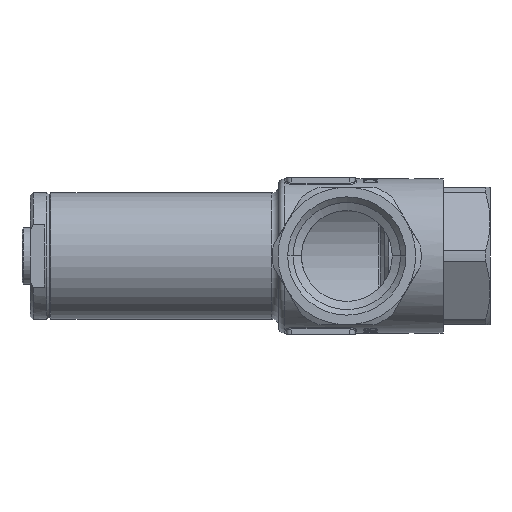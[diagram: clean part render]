
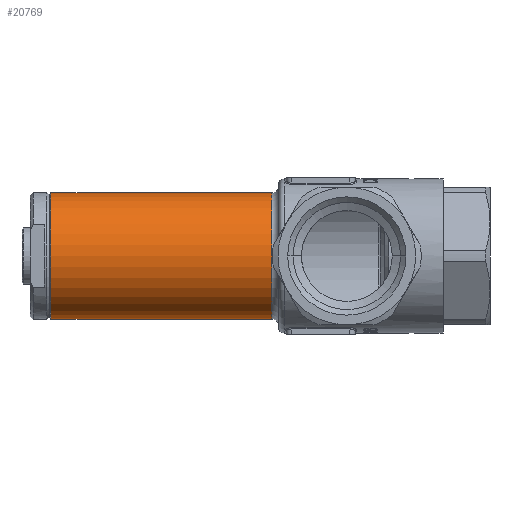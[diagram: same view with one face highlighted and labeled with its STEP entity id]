
A CAD part, left-side view. The second image highlights one B-rep face of the part: STEP entity #20769.
In plain terms, the highlighted cylindrical face has radius 22.9 mm (diameter 45.8 mm), a partial arc.
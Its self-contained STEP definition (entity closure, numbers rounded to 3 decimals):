
#2220 = ORIENTED_EDGE ( 'NONE', *, *, #21127, .T. ) ;
#2479 = ORIENTED_EDGE ( 'NONE', *, *, #19829, .F. ) ;
#2484 = ORIENTED_EDGE ( 'NONE', *, *, #19326, .T. ) ;
#2648 = ORIENTED_EDGE ( 'NONE', *, *, #19329, .T. ) ;
#3933 = CARTESIAN_POINT ( 'NONE',  ( 0., 168.051, 22.9 ) ) ;
#3959 = CARTESIAN_POINT ( 'NONE',  ( 0., 168.051, -22.9 ) ) ;
#3989 = CARTESIAN_POINT ( 'NONE',  ( 0., 87.842, 22.9 ) ) ;
#7315 = LINE ( 'NONE', #7316, #25965 ) ;
#7316 = CARTESIAN_POINT ( 'NONE',  ( 0., 168.551, 22.9 ) ) ;
#7317 = DIRECTION ( 'NONE',  ( 0., -1., 0. ) ) ;
#8259 = AXIS2_PLACEMENT_3D ( 'NONE', #10009, #10035, #10036 ) ;
#9092 = EDGE_LOOP ( 'NONE', ( #2479, #2648, #2484, #2220 ) ) ;
#10009 = CARTESIAN_POINT ( 'NONE',  ( 0., 168.551, 0. ) ) ;
#10024 = CYLINDRICAL_SURFACE ( 'NONE', #8259, 22.9 ) ;
#10025 = FACE_OUTER_BOUND ( 'NONE', #9092, .T. ) ;
#10035 = DIRECTION ( 'NONE',  ( 0., -1., 0. ) ) ;
#10036 = DIRECTION ( 'NONE',  ( 0., 0., -1. ) ) ;
#16037 = VERTEX_POINT ( 'NONE', #3933 ) ;
#16082 = VERTEX_POINT ( 'NONE', #3959 ) ;
#16163 = VERTEX_POINT ( 'NONE', #3989 ) ;
#18025 = CIRCLE ( 'NONE', #18028, 22.9 ) ;
#18028 = AXIS2_PLACEMENT_3D ( 'NONE', #22778, #22779, #22781 ) ;
#19326 = EDGE_CURVE ( 'NONE', #16082, #25049, #27450, .T. ) ;
#19329 = EDGE_CURVE ( 'NONE', #16037, #16082, #21460, .T. ) ;
#19829 = EDGE_CURVE ( 'NONE', #16037, #16163, #7315, .T. ) ;
#20769 = ADVANCED_FACE ( 'NONE', ( #10025 ), #10024, .T. ) ;
#21127 = EDGE_CURVE ( 'NONE', #25049, #16163, #18025, .T. ) ;
#21458 = AXIS2_PLACEMENT_3D ( 'NONE', #27475, #27476, #27477 ) ;
#21460 = CIRCLE ( 'NONE', #21458, 22.9 ) ;
#21468 = VECTOR ( 'NONE', #27455, 1000. ) ;
#22778 = CARTESIAN_POINT ( 'NONE',  ( 0., 87.842, 0. ) ) ;
#22779 = DIRECTION ( 'NONE',  ( 0., 1., 0. ) ) ;
#22781 = DIRECTION ( 'NONE',  ( 0., 0., -1. ) ) ;
#24182 = CARTESIAN_POINT ( 'NONE',  ( 0., 87.842, -22.9 ) ) ;
#25049 = VERTEX_POINT ( 'NONE', #24182 ) ;
#25965 = VECTOR ( 'NONE', #7317, 1000. ) ;
#27446 = CARTESIAN_POINT ( 'NONE',  ( 0., 168.551, -22.9 ) ) ;
#27450 = LINE ( 'NONE', #27446, #21468 ) ;
#27455 = DIRECTION ( 'NONE',  ( 0., -1., 0. ) ) ;
#27475 = CARTESIAN_POINT ( 'NONE',  ( 0., 168.051, 0. ) ) ;
#27476 = DIRECTION ( 'NONE',  ( 0., -1., 0. ) ) ;
#27477 = DIRECTION ( 'NONE',  ( 0., 0., 1. ) ) ;
